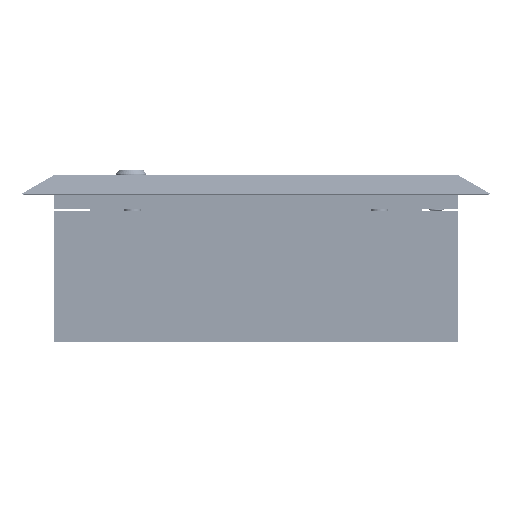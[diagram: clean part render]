
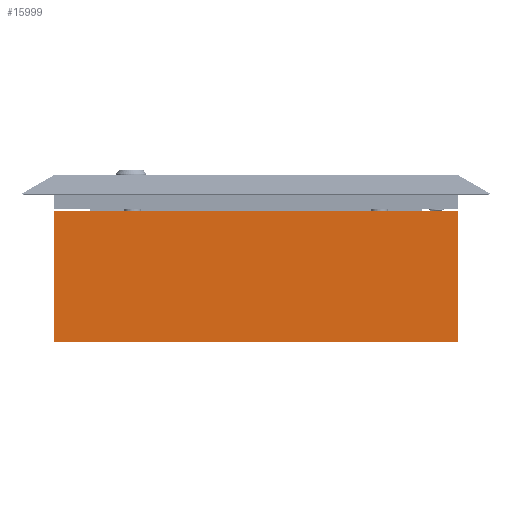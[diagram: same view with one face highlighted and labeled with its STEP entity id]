
A CAD part, front view. The second image highlights one B-rep face of the part: STEP entity #15999.
In plain terms, the highlighted planar face has unit normal (0, -1, 0).
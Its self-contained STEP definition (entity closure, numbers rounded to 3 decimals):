
#11966 = CARTESIAN_POINT ( 'NONE',  ( -156.355, -643.78, 452.119 ) ) ;
#15999 = ADVANCED_FACE ( 'NONE', ( #349435 ), #385014, .F. ) ;
#28837 = DIRECTION ( 'NONE',  ( 0., 0., -1. ) ) ;
#39176 = VERTEX_POINT ( 'NONE', #383421 ) ;
#73334 = CARTESIAN_POINT ( 'NONE',  ( -156.355, -643.78, 452.919 ) ) ;
#82409 = EDGE_CURVE ( 'NONE', #487115, #478846, #357546, .T. ) ;
#90323 = DIRECTION ( 'NONE',  ( 1., 0., 0. ) ) ;
#123250 = LINE ( 'NONE', #11966, #205129 ) ;
#126915 = DIRECTION ( 'NONE',  ( 0., 0., -1. ) ) ;
#152704 = ORIENTED_EDGE ( 'NONE', *, *, #474993, .T. ) ;
#153150 = VECTOR ( 'NONE', #380907, 1000. ) ;
#174203 = CARTESIAN_POINT ( 'NONE',  ( -313.855, -643.78, 452.119 ) ) ;
#185632 = AXIS2_PLACEMENT_3D ( 'NONE', #73334, #227805, #382470 ) ;
#205129 = VECTOR ( 'NONE', #90323, 1000. ) ;
#227805 = DIRECTION ( 'NONE',  ( 0., 1., 0. ) ) ;
#248498 = VECTOR ( 'NONE', #28837, 1000. ) ;
#253639 = CARTESIAN_POINT ( 'NONE',  ( 1.145, -643.78, 452.119 ) ) ;
#273809 = ORIENTED_EDGE ( 'NONE', *, *, #82409, .F. ) ;
#289783 = EDGE_LOOP ( 'NONE', ( #152704, #273809, #378069, #305674 ) ) ;
#297320 = LINE ( 'NONE', #452094, #248498 ) ;
#299853 = CARTESIAN_POINT ( 'NONE',  ( -156.355, -643.78, 554.919 ) ) ;
#299979 = CARTESIAN_POINT ( 'NONE',  ( 1.145, -643.78, 554.919 ) ) ;
#305674 = ORIENTED_EDGE ( 'NONE', *, *, #471215, .T. ) ;
#329590 = CARTESIAN_POINT ( 'NONE',  ( 1.145, -643.78, 458.576 ) ) ;
#349435 = FACE_OUTER_BOUND ( 'NONE', #289783, .T. ) ;
#357546 = LINE ( 'NONE', #329590, #423065 ) ;
#373369 = LINE ( 'NONE', #299853, #153150 ) ;
#378069 = ORIENTED_EDGE ( 'NONE', *, *, #488869, .F. ) ;
#380907 = DIRECTION ( 'NONE',  ( 1., 0., 0. ) ) ;
#382470 = DIRECTION ( 'NONE',  ( 0., 0., 1. ) ) ;
#383421 = CARTESIAN_POINT ( 'NONE',  ( -313.855, -643.78, 554.919 ) ) ;
#385014 = PLANE ( 'NONE',  #185632 ) ;
#423065 = VECTOR ( 'NONE', #126915, 1000. ) ;
#452067 = VERTEX_POINT ( 'NONE', #174203 ) ;
#452094 = CARTESIAN_POINT ( 'NONE',  ( -313.855, -643.78, 458.576 ) ) ;
#471215 = EDGE_CURVE ( 'NONE', #39176, #452067, #297320, .T. ) ;
#474993 = EDGE_CURVE ( 'NONE', #452067, #478846, #123250, .T. ) ;
#478846 = VERTEX_POINT ( 'NONE', #253639 ) ;
#487115 = VERTEX_POINT ( 'NONE', #299979 ) ;
#488869 = EDGE_CURVE ( 'NONE', #39176, #487115, #373369, .T. ) ;
